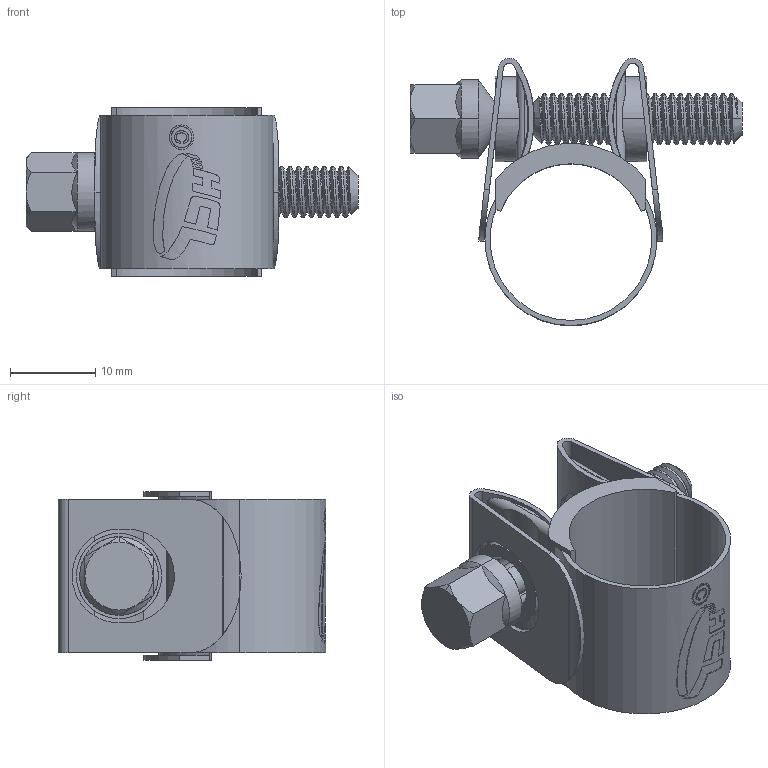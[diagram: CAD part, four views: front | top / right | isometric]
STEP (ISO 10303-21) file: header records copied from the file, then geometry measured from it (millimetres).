
FILE_DESCRIPTION (( 'STEP AP214' ), '1' );
FILE_NAME ('BBC-17-SUPRA-W2.step', '2025-06-05T13:53:13', ( '' ), ( '' ), 'SwSTEP 2.0', 'SolidWorks 2025', '' );
FILE_SCHEMA (( 'AUTOMOTIVE_DESIGN' ));
Length unit declared in the file: millimetre
Products named in the file (1): BBC-17-SUPRA-W2
Bounding box: 39 x 31.39 x 19.8 mm (x, y, z)
Volume: 2993.5 mm3; surface area: 6800.3 mm2
Topology: 5 solids, 5 shells, 283 faces, 757 edges, 491 vertices
Faces by surface type: cylinder 159, bspline 58, plane 44, cone 22
Entity records: 33915 total; most frequent: CARTESIAN_POINT 27743, ORIENTED_EDGE 1514, DIRECTION 914, EDGE_CURVE 757, VERTEX_POINT 491, AXIS2_PLACEMENT_3D 316, EDGE_LOOP 302, B_SPLINE_CURVE_WITH_KNOTS 284
